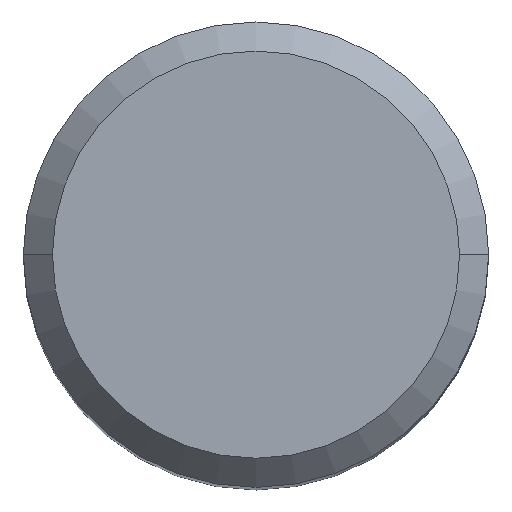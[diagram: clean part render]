
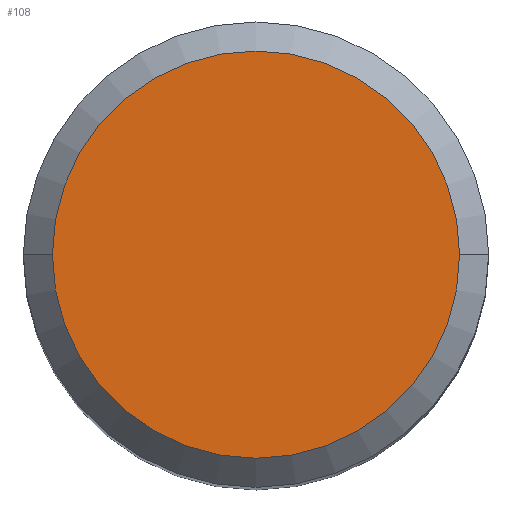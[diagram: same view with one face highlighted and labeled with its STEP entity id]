
A CAD part, top view. The second image highlights one B-rep face of the part: STEP entity #108.
In plain terms, the highlighted planar face has unit normal (0, 0, 1).
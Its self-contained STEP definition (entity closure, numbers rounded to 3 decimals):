
#108=ADVANCED_FACE('',(#146),#132,.F.);
#132=PLANE('',#501);
#146=FACE_OUTER_BOUND('',#170,.T.);
#170=EDGE_LOOP('',(#195,#196));
#195=ORIENTED_EDGE('',*,*,#371,.F.);
#196=ORIENTED_EDGE('',*,*,#372,.F.);
#327=VERTEX_POINT('',#697);
#328=VERTEX_POINT('',#698);
#371=EDGE_CURVE('',#327,#328,#437,.T.);
#372=EDGE_CURVE('',#328,#327,#438,.T.);
#437=CIRCLE('',#499,6.997);
#438=CIRCLE('',#500,6.997);
#499=AXIS2_PLACEMENT_3D('',#696,#562,#563);
#500=AXIS2_PLACEMENT_3D('',#699,#564,#565);
#501=AXIS2_PLACEMENT_3D('',#700,#566,#567);
#562=DIRECTION('',(0.,0.,-1.));
#563=DIRECTION('',(-1.,0.,0.));
#564=DIRECTION('',(0.,0.,-1.));
#565=DIRECTION('',(-1.,0.,0.));
#566=DIRECTION('',(0.,0.,-1.));
#567=DIRECTION('',(1.,0.,0.));
#696=CARTESIAN_POINT('',(0.,0.,0.));
#697=CARTESIAN_POINT('',(-6.997,0.,0.));
#698=CARTESIAN_POINT('',(6.997,0.,0.));
#699=CARTESIAN_POINT('',(0.,0.,0.));
#700=CARTESIAN_POINT('',(0.,6.997,0.));
